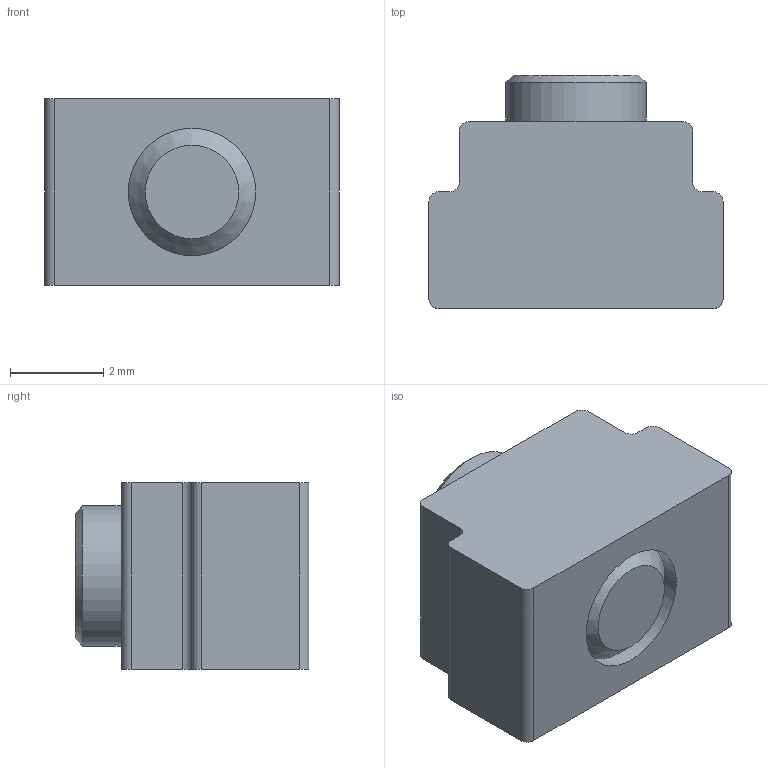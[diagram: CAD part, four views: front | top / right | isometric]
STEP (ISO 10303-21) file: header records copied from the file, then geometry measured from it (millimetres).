
FILE_DESCRIPTION(/* description */ ('STEP AP214'),/* implementation_level */ '2;1');
FILE_NAME(/* name */ '547941_SMM-8',/* time_stamp */ '2024-09-15T08:25:15+02:00',/* author */ ('License CC BY-ND 4.0'),/* organization */ ('CADENAS'),/* preprocessor_version */ 'ST-DEVELOPER v19.3',/* originating_system */ 'PARTsolutions',/* authorisation */ ' ');
FILE_SCHEMA (('AUTOMOTIVE_DESIGN {1 0 10303 214 3 1 1}'));
Length unit declared in the file: millimetre
Products named in the file (1): 547941 SMM-8
Bounding box: 6.3 x 5 x 4 mm (x, y, z)
Volume: 95.1 mm3; surface area: 152.9 mm2
Topology: 1 solids, 1 shells, 32 faces, 80 edges, 53 vertices
Faces by surface type: plane 19, cylinder 10, cone 3
Full cylindrical faces by diameter (mm): 2.729 x1, 3 x1
Entity records: 946 total; most frequent: DIRECTION 162, CARTESIAN_POINT 157, ORIENTED_EDGE 146, EDGE_CURVE 73, AXIS2_PLACEMENT_3D 56, VERTEX_POINT 51, LINE 50, VECTOR 50
